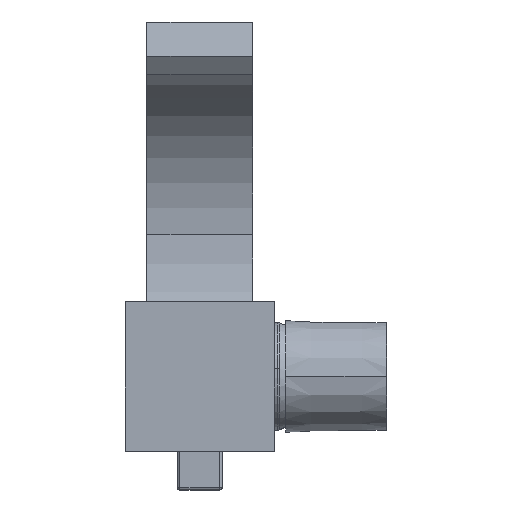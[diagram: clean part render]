
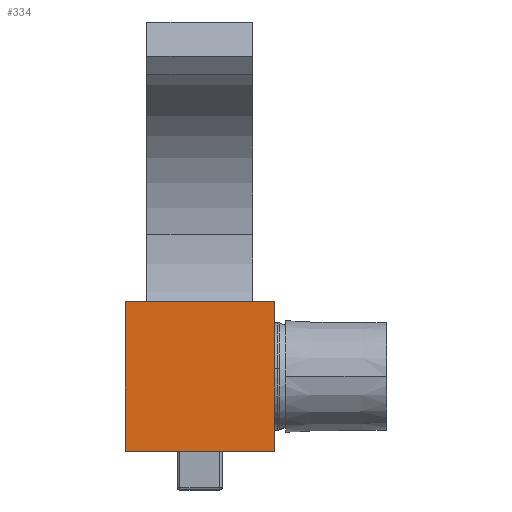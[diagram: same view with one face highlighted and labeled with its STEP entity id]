
A CAD part, front view. The second image highlights one B-rep face of the part: STEP entity #334.
In plain terms, the highlighted planar face has unit normal (0, -1, 0).
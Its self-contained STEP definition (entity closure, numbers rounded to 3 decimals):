
#29 = LINE ( 'NONE', #750, #988 ) ;
#35 = LINE ( 'NONE', #1517, #791 ) ;
#137 = CARTESIAN_POINT ( 'NONE',  ( 25., 0., -25. ) ) ;
#154 = CARTESIAN_POINT ( 'NONE',  ( 25., 0., -25. ) ) ;
#234 = LINE ( 'NONE', #1925, #2277 ) ;
#312 = LINE ( 'NONE', #137, #2119 ) ;
#334 = ADVANCED_FACE ( 'NONE', ( #697 ), #504, .F. ) ;
#353 = VERTEX_POINT ( 'NONE', #1705 ) ;
#357 = CARTESIAN_POINT ( 'NONE',  ( 25., 0., 25. ) ) ;
#361 = EDGE_CURVE ( 'NONE', #1748, #1166, #35, .T. ) ;
#504 = PLANE ( 'NONE',  #2120 ) ;
#621 = ORIENTED_EDGE ( 'NONE', *, *, #844, .F. ) ;
#644 = ORIENTED_EDGE ( 'NONE', *, *, #1867, .F. ) ;
#697 = FACE_OUTER_BOUND ( 'NONE', #1127, .T. ) ;
#750 = CARTESIAN_POINT ( 'NONE',  ( 25., 0., 25. ) ) ;
#791 = VECTOR ( 'NONE', #1296, 1000. ) ;
#811 = DIRECTION ( 'NONE',  ( 0., 0., 1. ) ) ;
#844 = EDGE_CURVE ( 'NONE', #353, #1748, #234, .T. ) ;
#988 = VECTOR ( 'NONE', #1125, 1000. ) ;
#1125 = DIRECTION ( 'NONE',  ( 0., 0., -1. ) ) ;
#1127 = EDGE_LOOP ( 'NONE', ( #621, #1329, #644, #1754 ) ) ;
#1166 = VERTEX_POINT ( 'NONE', #357 ) ;
#1241 = CARTESIAN_POINT ( 'NONE',  ( -25., 0., -25. ) ) ;
#1296 = DIRECTION ( 'NONE',  ( 1., 0., 0. ) ) ;
#1329 = ORIENTED_EDGE ( 'NONE', *, *, #1968, .F. ) ;
#1517 = CARTESIAN_POINT ( 'NONE',  ( 25., 0., 25. ) ) ;
#1613 = DIRECTION ( 'NONE',  ( 0., 0., 1. ) ) ;
#1705 = CARTESIAN_POINT ( 'NONE',  ( -25., 0., -25. ) ) ;
#1748 = VERTEX_POINT ( 'NONE', #2020 ) ;
#1754 = ORIENTED_EDGE ( 'NONE', *, *, #361, .F. ) ;
#1867 = EDGE_CURVE ( 'NONE', #1166, #2334, #29, .T. ) ;
#1925 = CARTESIAN_POINT ( 'NONE',  ( -25., 0., 25. ) ) ;
#1961 = DIRECTION ( 'NONE',  ( -1., 0., 0. ) ) ;
#1968 = EDGE_CURVE ( 'NONE', #2334, #353, #312, .T. ) ;
#2020 = CARTESIAN_POINT ( 'NONE',  ( -25., 0., 25. ) ) ;
#2119 = VECTOR ( 'NONE', #1961, 1000. ) ;
#2120 = AXIS2_PLACEMENT_3D ( 'NONE', #1241, #2192, #1613 ) ;
#2192 = DIRECTION ( 'NONE',  ( 0., 1., 0. ) ) ;
#2277 = VECTOR ( 'NONE', #811, 1000. ) ;
#2334 = VERTEX_POINT ( 'NONE', #154 ) ;
